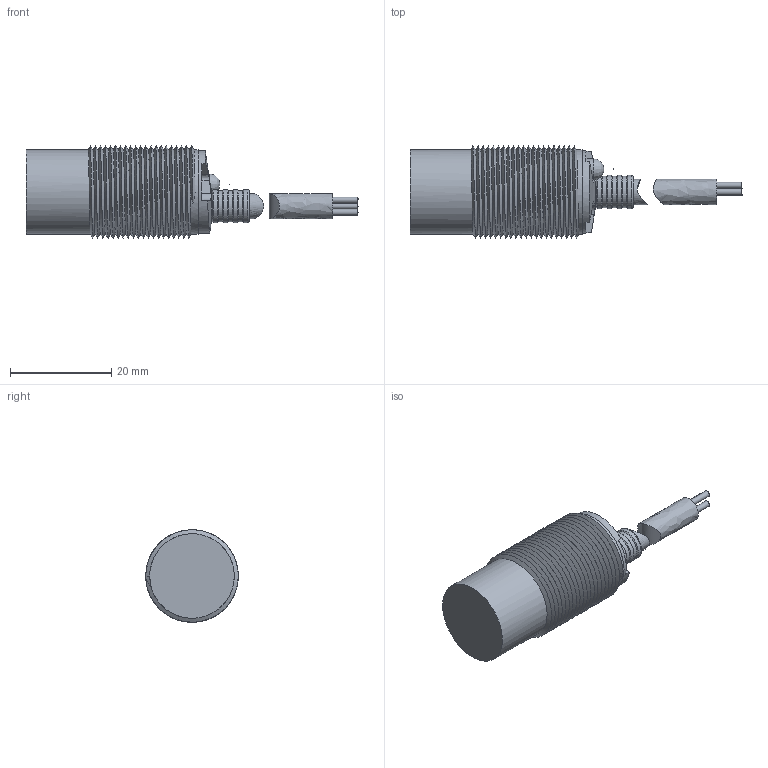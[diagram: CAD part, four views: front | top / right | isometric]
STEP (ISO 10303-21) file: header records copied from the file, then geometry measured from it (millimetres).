
FILE_DESCRIPTION( ('This file contains a STEP AP42 implementation' ,'as created by ZW3D STEP Interface translator.') ,'2;1' );
FILE_NAME( 'ECS2-1816X-X3SX.stp' ,'20 522.142517', (''), ('ZWCAD Software Co.'), 'Version 1.0', 'ZW3D to STEP translator', '' );
FILE_SCHEMA(('AUTOMOTIVE_DESIGN'));
Length unit declared in the file: millimetre
Products named in the file (2): 0; ECS2-1816X-X3SX
Bounding box: 65.61 x 18.26 x 18.26 mm (x, y, z)
Volume: 256.5 mm3; surface area: 3958.6 mm2
Topology: 1 solids, 3 shells, 77 faces, 177 edges, 111 vertices
Faces by surface type: bspline 77
Entity records: 3746 total; most frequent: CARTESIAN_POINT 2642, ORIENTED_EDGE 352, EDGE_CURVE 177, VERTEX_POINT 111, EDGE_LOOP 84, B_SPLINE_CURVE_WITH_KNOTS 82, FACE_OUTER_BOUND 77, ADVANCED_FACE 77
